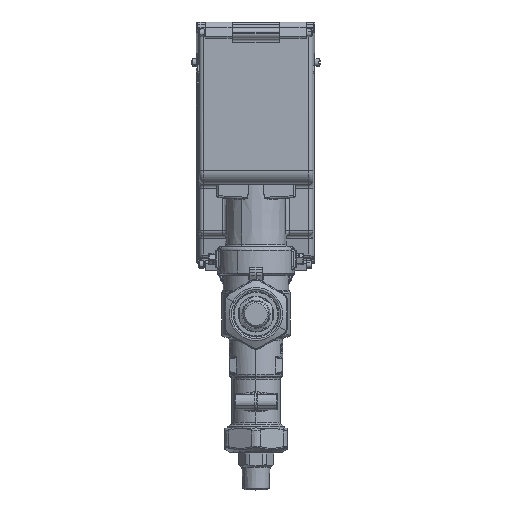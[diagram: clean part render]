
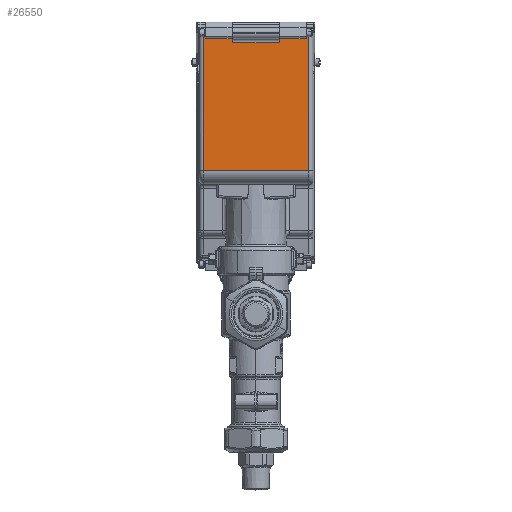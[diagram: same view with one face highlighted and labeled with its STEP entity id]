
A CAD part, top view. The second image highlights one B-rep face of the part: STEP entity #26550.
In plain terms, the highlighted planar face has unit normal (0, 0, -1).
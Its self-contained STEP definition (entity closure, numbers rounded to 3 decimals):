
#21290=CARTESIAN_POINT('Vertex',(17.3,202.081,82.)) ;
#21295=CARTESIAN_POINT('Line Origine',(0.,202.081,82.)) ;
#21299=CARTESIAN_POINT('Vertex',(-17.3,202.081,82.)) ;
#21326=CARTESIAN_POINT('Line Origine',(-17.3,206.464,82.)) ;
#21330=CARTESIAN_POINT('Vertex',(-17.3,210.846,82.)) ;
#21390=CARTESIAN_POINT('Vertex',(17.3,210.846,82.)) ;
#21393=CARTESIAN_POINT('Line Origine',(17.3,206.464,82.)) ;
#22922=CARTESIAN_POINT('Vertex',(39.25,106.6,82.)) ;
#23188=CARTESIAN_POINT('Line Origine',(39.25,126.823,82.)) ;
#23192=CARTESIAN_POINT('Vertex',(39.25,210.846,82.)) ;
#23230=CARTESIAN_POINT('Vertex',(-39.25,106.6,82.)) ;
#23869=CARTESIAN_POINT('Line Origine',(0.,106.6,82.)) ;
#23891=CARTESIAN_POINT('Vertex',(-39.25,210.846,82.)) ;
#23896=CARTESIAN_POINT('Line Origine',(-39.25,126.823,82.)) ;
#26525=CARTESIAN_POINT('Axis2P3D Location',(0.,141.196,82.)) ;
#26530=CARTESIAN_POINT('Line Origine',(-28.275,210.846,82.)) ;
#26535=CARTESIAN_POINT('Line Origine',(28.275,210.846,82.)) ;
#21296=DIRECTION('Vector Direction',(-1.,0.,0.)) ;
#21327=DIRECTION('Vector Direction',(0.,-1.,0.)) ;
#21394=DIRECTION('Vector Direction',(0.,1.,0.)) ;
#23189=DIRECTION('Vector Direction',(0.,-1.,0.)) ;
#23870=DIRECTION('Vector Direction',(1.,0.,0.)) ;
#23897=DIRECTION('Vector Direction',(0.,1.,0.)) ;
#26526=DIRECTION('Axis2P3D Direction',(0.,0.,-1.)) ;
#26527=DIRECTION('Axis2P3D XDirection',(0.,1.,0.)) ;
#26531=DIRECTION('Vector Direction',(1.,0.,0.)) ;
#26536=DIRECTION('Vector Direction',(1.,0.,0.)) ;
#26528=AXIS2_PLACEMENT_3D('Plane Axis2P3D',#26525,#26526,#26527) ;
#26541=ORIENTED_EDGE('',*,*,#26534,.T.) ;
#26542=ORIENTED_EDGE('',*,*,#21332,.T.) ;
#26543=ORIENTED_EDGE('',*,*,#21301,.T.) ;
#26544=ORIENTED_EDGE('',*,*,#21397,.T.) ;
#26545=ORIENTED_EDGE('',*,*,#26539,.T.) ;
#26546=ORIENTED_EDGE('',*,*,#23194,.T.) ;
#26547=ORIENTED_EDGE('',*,*,#23873,.T.) ;
#26548=ORIENTED_EDGE('',*,*,#23900,.T.) ;
#21297=VECTOR('Line Direction',#21296,1.) ;
#21328=VECTOR('Line Direction',#21327,1.) ;
#21395=VECTOR('Line Direction',#21394,1.) ;
#23190=VECTOR('Line Direction',#23189,1.) ;
#23871=VECTOR('Line Direction',#23870,1.) ;
#23898=VECTOR('Line Direction',#23897,1.) ;
#26532=VECTOR('Line Direction',#26531,1.) ;
#26537=VECTOR('Line Direction',#26536,1.) ;
#26550=ADVANCED_FACE('Sheet.11',(#26549),#26529,.T.) ;
#21301=EDGE_CURVE('',#21300,#21291,#21298,.F.) ;
#21332=EDGE_CURVE('',#21331,#21300,#21329,.T.) ;
#21397=EDGE_CURVE('',#21291,#21391,#21396,.T.) ;
#23194=EDGE_CURVE('',#23193,#22923,#23191,.T.) ;
#23873=EDGE_CURVE('',#22923,#23231,#23872,.F.) ;
#23900=EDGE_CURVE('',#23231,#23892,#23899,.T.) ;
#26534=EDGE_CURVE('',#23892,#21331,#26533,.T.) ;
#26539=EDGE_CURVE('',#21391,#23193,#26538,.T.) ;
#26540=EDGE_LOOP('',(#26541,#26542,#26543,#26544,#26545,#26546,#26547,#26548)) ;
#26549=FACE_OUTER_BOUND('',#26540,.T.) ;
#21298=LINE('Line',#21295,#21297) ;
#21329=LINE('Line',#21326,#21328) ;
#21396=LINE('Line',#21393,#21395) ;
#23191=LINE('Line',#23188,#23190) ;
#23872=LINE('Line',#23869,#23871) ;
#23899=LINE('Line',#23896,#23898) ;
#26533=LINE('Line',#26530,#26532) ;
#26538=LINE('Line',#26535,#26537) ;
#26529=PLANE('',#26528) ;
#21291=VERTEX_POINT('',#21290) ;
#21300=VERTEX_POINT('',#21299) ;
#21331=VERTEX_POINT('',#21330) ;
#21391=VERTEX_POINT('',#21390) ;
#22923=VERTEX_POINT('',#22922) ;
#23193=VERTEX_POINT('',#23192) ;
#23231=VERTEX_POINT('',#23230) ;
#23892=VERTEX_POINT('',#23891) ;
